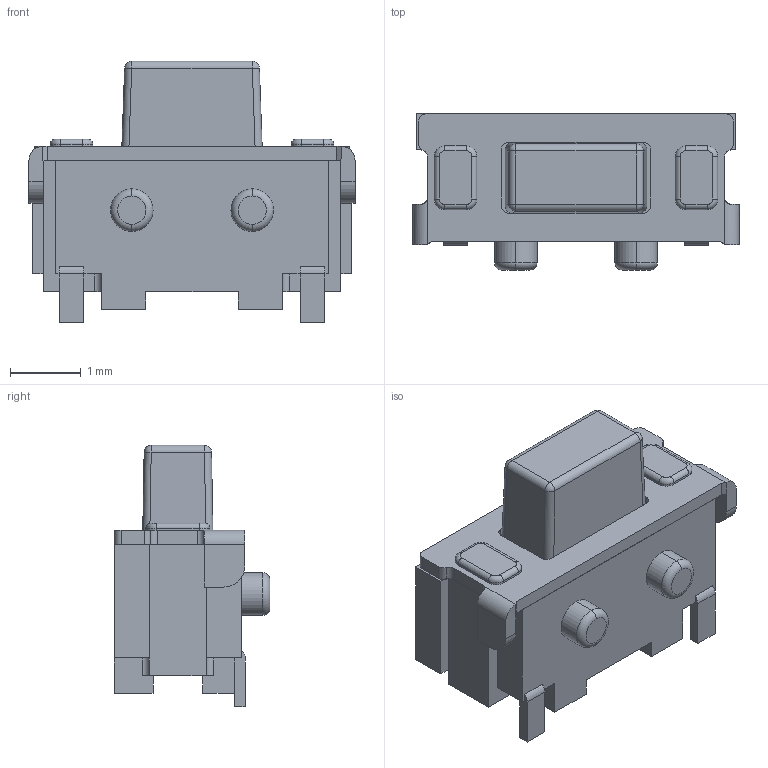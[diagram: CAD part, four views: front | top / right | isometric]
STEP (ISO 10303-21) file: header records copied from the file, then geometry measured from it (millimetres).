
FILE_DESCRIPTION (( 'STEP AP214' ), '1' );
FILE_NAME ('Same_Sky_TS31-46-35-BK-B-260-RA-SMT-TR.step', '2025-07-30T21:45:07', ( '' ), ( '' ), 'SwSTEP 2.0', 'SolidWorks 2025', '' );
FILE_SCHEMA (( 'AUTOMOTIVE_DESIGN' ));
Length unit declared in the file: millimetre
Products named in the file (1): Same_Sky_TS31-46-35-BK-B-260-RA-SMT-TR
Bounding box: 4.6 x 2.2 x 3.69 mm (x, y, z)
Volume: 18 mm3; surface area: 72.4 mm2
Topology: 2 solids, 2 shells, 245 faces, 643 edges, 410 vertices
Faces by surface type: plane 139, cylinder 90, torus 11, sphere 4, bspline 1
Entity records: 7683 total; most frequent: CARTESIAN_POINT 1607, ORIENTED_EDGE 1284, DIRECTION 1234, EDGE_CURVE 642, LINE 452, VECTOR 452, VERTEX_POINT 410, AXIS2_PLACEMENT_3D 391
